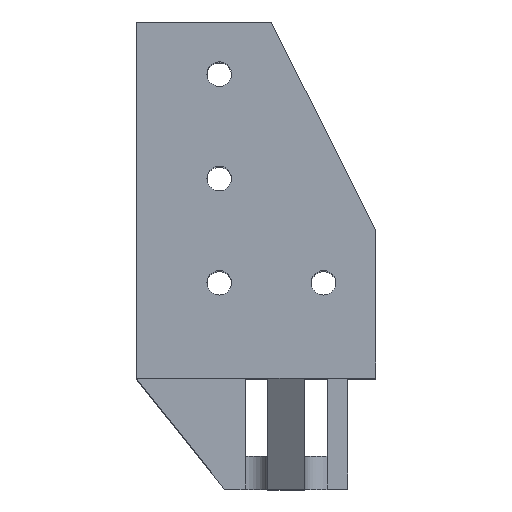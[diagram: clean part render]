
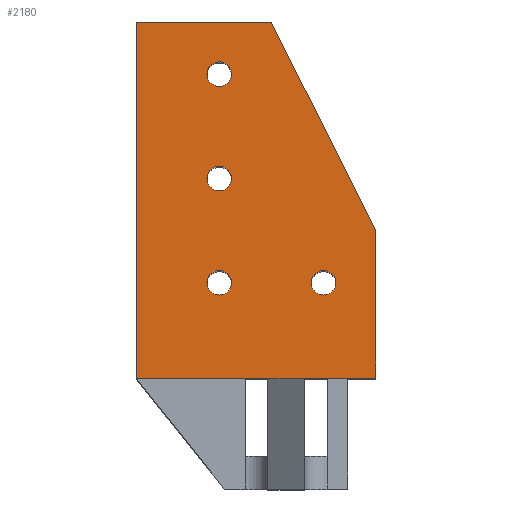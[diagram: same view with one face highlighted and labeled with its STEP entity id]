
A CAD part, top view. The second image highlights one B-rep face of the part: STEP entity #2180.
In plain terms, the highlighted planar face has unit normal (0, 0, 1).
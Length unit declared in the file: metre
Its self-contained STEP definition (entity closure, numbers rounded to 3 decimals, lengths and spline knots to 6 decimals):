
#134=CIRCLE('',#2395,0.003);
#136=CIRCLE('',#2398,0.003);
#138=CIRCLE('',#2401,0.003);
#140=CIRCLE('',#2404,0.003);
#533=ORIENTED_EDGE('',*,*,#899,.T.);
#534=ORIENTED_EDGE('',*,*,#869,.T.);
#535=ORIENTED_EDGE('',*,*,#932,.T.);
#536=ORIENTED_EDGE('',*,*,#878,.T.);
#537=ORIENTED_EDGE('',*,*,#920,.F.);
#538=ORIENTED_EDGE('',*,*,#921,.F.);
#539=ORIENTED_EDGE('',*,*,#912,.F.);
#540=ORIENTED_EDGE('',*,*,#928,.F.);
#541=ORIENTED_EDGE('',*,*,#926,.F.);
#542=ORIENTED_EDGE('',*,*,#924,.F.);
#543=ORIENTED_EDGE('',*,*,#930,.F.);
#869=EDGE_CURVE('',#1111,#1110,#1298,.T.);
#878=EDGE_CURVE('',#1108,#1119,#1307,.T.);
#899=EDGE_CURVE('',#1139,#1111,#1318,.T.);
#912=EDGE_CURVE('',#1139,#1149,#1323,.T.);
#920=EDGE_CURVE('',#1154,#1119,#1331,.T.);
#921=EDGE_CURVE('',#1149,#1154,#1332,.T.);
#924=EDGE_CURVE('',#1156,#1156,#134,.T.);
#926=EDGE_CURVE('',#1158,#1158,#136,.T.);
#928=EDGE_CURVE('',#1160,#1160,#138,.T.);
#930=EDGE_CURVE('',#1162,#1162,#140,.T.);
#932=EDGE_CURVE('',#1110,#1108,#1335,.T.);
#1108=VERTEX_POINT('',#3422);
#1110=VERTEX_POINT('',#3426);
#1111=VERTEX_POINT('',#3428);
#1119=VERTEX_POINT('',#3444);
#1139=VERTEX_POINT('',#3489);
#1149=VERTEX_POINT('',#3518);
#1154=VERTEX_POINT('',#3531);
#1156=VERTEX_POINT('',#3540);
#1158=VERTEX_POINT('',#3545);
#1160=VERTEX_POINT('',#3550);
#1162=VERTEX_POINT('',#3555);
#1298=LINE('',#3427,#1480);
#1307=LINE('',#3445,#1489);
#1318=LINE('',#3488,#1500);
#1323=LINE('',#3517,#1505);
#1331=LINE('',#3532,#1513);
#1332=LINE('',#3534,#1514);
#1335=LINE('',#3559,#1517);
#1480=VECTOR('',#2803,1.);
#1489=VECTOR('',#2812,1.);
#1500=VECTOR('',#2849,1.);
#1505=VECTOR('',#2882,1.);
#1513=VECTOR('',#2892,1.);
#1514=VECTOR('',#2895,1.);
#1517=VECTOR('',#2926,1.);
#1722=EDGE_LOOP('',(#533,#534,#535,#536,#537,#538,#539));
#1723=EDGE_LOOP('',(#540));
#1724=EDGE_LOOP('',(#541));
#1725=EDGE_LOOP('',(#542));
#1726=EDGE_LOOP('',(#543));
#1956=FACE_BOUND('',#1722,.T.);
#1957=FACE_BOUND('',#1723,.T.);
#1958=FACE_BOUND('',#1724,.T.);
#1959=FACE_BOUND('',#1725,.T.);
#1960=FACE_BOUND('',#1726,.T.);
#2078=PLANE('',#2406);
#2180=ADVANCED_FACE('',(#1956,#1957,#1958,#1959,#1960),#2078,.F.);
#2395=AXIS2_PLACEMENT_3D('',#3539,#2901,#2902);
#2398=AXIS2_PLACEMENT_3D('',#3544,#2907,#2908);
#2401=AXIS2_PLACEMENT_3D('',#3549,#2913,#2914);
#2404=AXIS2_PLACEMENT_3D('',#3554,#2919,#2920);
#2406=AXIS2_PLACEMENT_3D('',#3558,#2924,#2925);
#2803=DIRECTION('',(1.,0.,0.));
#2812=DIRECTION('',(1.,0.,0.));
#2849=DIRECTION('',(0.,-1.,0.));
#2882=DIRECTION('',(1.,0.,0.));
#2892=DIRECTION('',(0.,-1.,0.));
#2895=DIRECTION('',(0.447,-0.894,0.));
#2901=DIRECTION('',(0.,0.,1.));
#2902=DIRECTION('',(1.,0.,0.));
#2907=DIRECTION('',(0.,0.,1.));
#2908=DIRECTION('',(1.,0.,0.));
#2913=DIRECTION('',(0.,0.,1.));
#2914=DIRECTION('',(1.,0.,0.));
#2919=DIRECTION('',(0.,0.,1.));
#2920=DIRECTION('',(1.,0.,0.));
#2924=DIRECTION('',(0.,0.,-1.));
#2925=DIRECTION('',(1.,0.,0.));
#2926=DIRECTION('',(1.,0.,0.));
#3422=CARTESIAN_POINT('',(0.041,-0.0867,0.1674));
#3426=CARTESIAN_POINT('',(0.032,-0.0867,0.1674));
#3427=CARTESIAN_POINT('',(0.00375,-0.0867,0.1674));
#3428=CARTESIAN_POINT('',(0.,-0.0867,0.1674));
#3444=CARTESIAN_POINT('',(0.0583,-0.0867,0.1674));
#3445=CARTESIAN_POINT('',(0.00375,-0.0867,0.1674));
#3488=CARTESIAN_POINT('',(0.,-0.028,0.1674));
#3489=CARTESIAN_POINT('',(0.,0.,0.1674));
#3517=CARTESIAN_POINT('',(0.0202,0.,0.1674));
#3518=CARTESIAN_POINT('',(0.0329,0.,0.1674));
#3531=CARTESIAN_POINT('',(0.0583,-0.0508,0.1674));
#3532=CARTESIAN_POINT('',(0.0583,-0.0635,0.1674));
#3534=CARTESIAN_POINT('',(0.0456,-0.0254,0.1674));
#3539=CARTESIAN_POINT('',(0.0202,-0.0381,0.1674));
#3540=CARTESIAN_POINT('',(0.0232,-0.0381,0.1674));
#3544=CARTESIAN_POINT('',(0.0456,-0.0635,0.1674));
#3545=CARTESIAN_POINT('',(0.0486,-0.0635,0.1674));
#3549=CARTESIAN_POINT('',(0.0202,-0.0635,0.1674));
#3550=CARTESIAN_POINT('',(0.0232,-0.0635,0.1674));
#3554=CARTESIAN_POINT('',(0.0202,-0.0127,0.1674));
#3555=CARTESIAN_POINT('',(0.0232,-0.0127,0.1674));
#3558=CARTESIAN_POINT('',(0.02915,-0.04185,0.1674));
#3559=CARTESIAN_POINT('',(0.032,-0.0867,0.1674));
